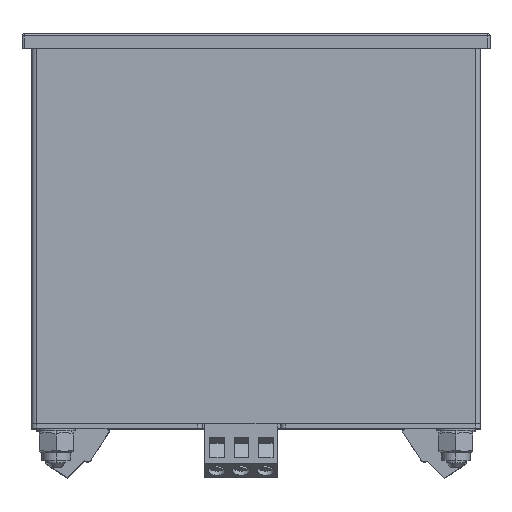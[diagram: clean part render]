
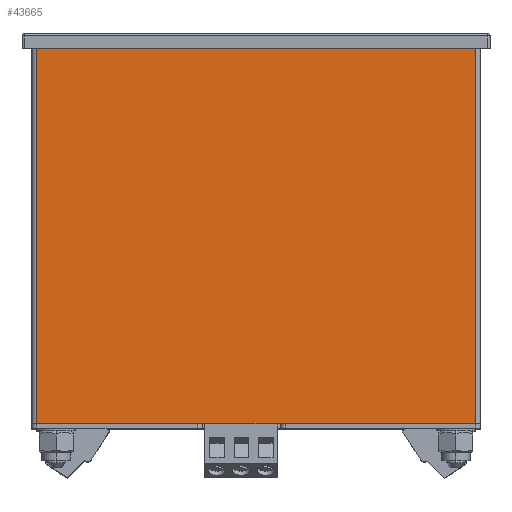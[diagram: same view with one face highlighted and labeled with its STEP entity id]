
A CAD part, top view. The second image highlights one B-rep face of the part: STEP entity #43665.
In plain terms, the highlighted planar face has unit normal (0, 0, 1).
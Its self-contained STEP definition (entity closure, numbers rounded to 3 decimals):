
#43548=CARTESIAN_POINT('',(45.,0.,46.));
#43549=VERTEX_POINT('',#43548);
#43550=CARTESIAN_POINT('',(-45.,0.,46.));
#43551=VERTEX_POINT('',#43550);
#43552=CARTESIAN_POINT('',(45.,0.,46.));
#43553=DIRECTION('',(-1.,0.,0.));
#43554=VECTOR('',#43553,90.);
#43555=LINE('',#43552,#43554);
#43556=EDGE_CURVE('',#43549,#43551,#43555,.T.);
#43635=CARTESIAN_POINT('',(46.,-77.,46.));
#43636=DIRECTION('',(0.,0.,-1.));
#43637=DIRECTION('',(-1.,0.,0.));
#43638=AXIS2_PLACEMENT_3D('',#43635,#43636,#43637);
#43639=PLANE('',#43638);
#43640=CARTESIAN_POINT('',(45.,-77.,46.));
#43641=VERTEX_POINT('',#43640);
#43642=CARTESIAN_POINT('',(-45.,-77.,46.));
#43643=VERTEX_POINT('',#43642);
#43644=CARTESIAN_POINT('',(45.,-77.,46.));
#43645=DIRECTION('',(-1.,0.,0.));
#43646=VECTOR('',#43645,90.);
#43647=LINE('',#43644,#43646);
#43648=EDGE_CURVE('',#43641,#43643,#43647,.T.);
#43649=ORIENTED_EDGE('',*,*,#43648,.F.);
#43650=CARTESIAN_POINT('',(45.,-77.,46.));
#43651=DIRECTION('',(0.,1.,0.));
#43652=VECTOR('',#43651,77.);
#43653=LINE('',#43650,#43652);
#43654=EDGE_CURVE('',#43641,#43549,#43653,.T.);
#43655=ORIENTED_EDGE('',*,*,#43654,.T.);
#43656=ORIENTED_EDGE('',*,*,#43556,.T.);
#43657=CARTESIAN_POINT('',(-45.,0.,46.));
#43658=DIRECTION('',(-0.,-1.,-0.));
#43659=VECTOR('',#43658,77.);
#43660=LINE('',#43657,#43659);
#43661=EDGE_CURVE('',#43551,#43643,#43660,.T.);
#43662=ORIENTED_EDGE('',*,*,#43661,.T.);
#43663=EDGE_LOOP('',(#43649,#43655,#43656,#43662));
#43664=FACE_BOUND('',#43663,.T.);
#43665=ADVANCED_FACE('',(#43664),#43639,.F.);
